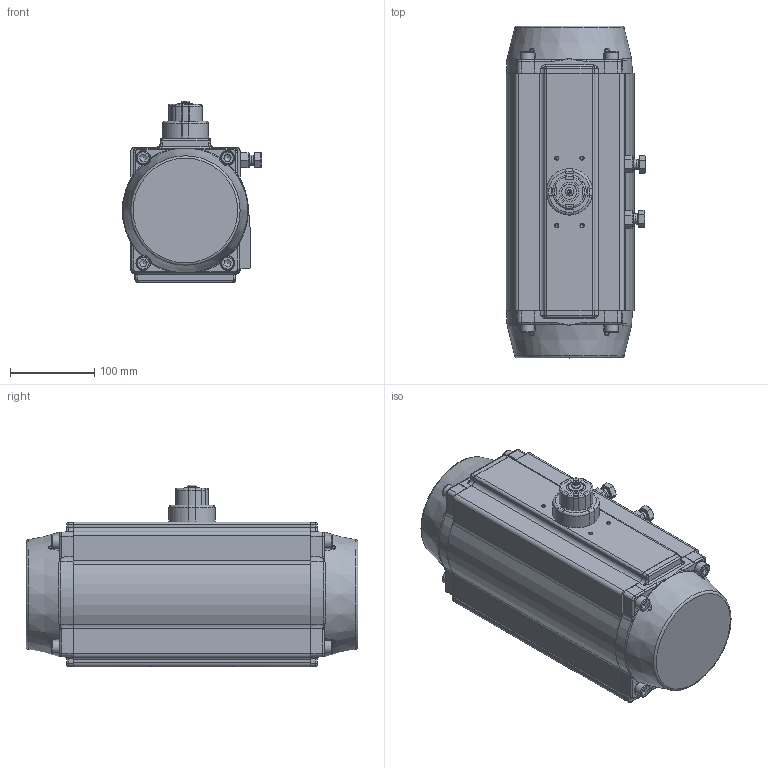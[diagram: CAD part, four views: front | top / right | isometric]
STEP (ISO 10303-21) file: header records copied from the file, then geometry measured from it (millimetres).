
FILE_DESCRIPTION(/* description */ (''),/* implementation_level */ '2;1');
FILE_NAME(/* name */ 'C-140DA（SR）(F14-22x22）.step',/* time_stamp */ '2026-02-04T11:06:43+08:00',/* author */ (''),/* organization */ (''),/* preprocessor_version */ 'ST-DEVELOPER v16',/* originating_system */ 'SIEMENS PLM Software NX 10.0',/* authorisation */ '');
FILE_SCHEMA (('AUTOMOTIVE_DESIGN { 1 0 10303 214 3 1 1 1 }'));
Products named in the file (18): Bearing-piston; O-ring piston; 指示器螺钉; 指示器垫片; 金属条指示器92-105; Indicator-125; Adjust screw; C-140新端盖开模; C-140-08; Thrust washer; Outside washer; Circlip; Nut adjust screw; End-cap screw; C-140-04（22x22五角孔); C-140-01（F14）; C-140-03_MODEL; C-140
Assembly tree (30 placements, depth 3):
  C-140
    C-140-01（F14）
    C-140-04（22x22五角孔)
    End-cap screw  x10
    Nut adjust screw  x2
    Circlip
    Outside washer
    Thrust washer
    C-140-08
    C-140新端盖开模  x2
    Adjust screw  x2
    C-140-03_MODEL  x2
      O-ring piston
      Bearing-piston
    Indicator-125
    金属条指示器92-105
    指示器垫片
    指示器螺钉
Bounding box: 165.71 x 393.8 x 215.9 mm (x, y, z)
Volume: 4087212.5 mm3; surface area: 961792.3 mm2
Topology: 56 solids, 56 shells, 2505 faces, 6402 edges, 3982 vertices
Faces by surface type: plane 796, cylinder 699, bspline 325, torus 281, cone 260, sphere 84, extrusion 60
Full cylindrical faces by diameter (mm): 2.5 x2, 4.2 x8, 5 x1, 6 x3, 6.5 x1, 8 x5, 8.374 x10, 8.376 x10, 8.5 x8, 9 x2, 10 x21, 10.106 x2, 10.3 x4, 10.374 x2, 10.376 x2, 11 x8, 12 x6, 12.001 x2, 14 x4, 16 x10, 17.8 x1, 22.8 x1, 23 x1, 32 x1, 34.2 x1, 36.4 x1, 36.5 x1, 39 x12, 40 x7, 50 x2
Entity records: 55327 total; most frequent: CARTESIAN_POINT 19819, ORIENTED_EDGE 7250, DIRECTION 6998, EDGE_CURVE 3625, AXIS2_PLACEMENT_3D 2742, VERTEX_POINT 2434, EDGE_LOOP 1836, ADVANCED_FACE 1529
